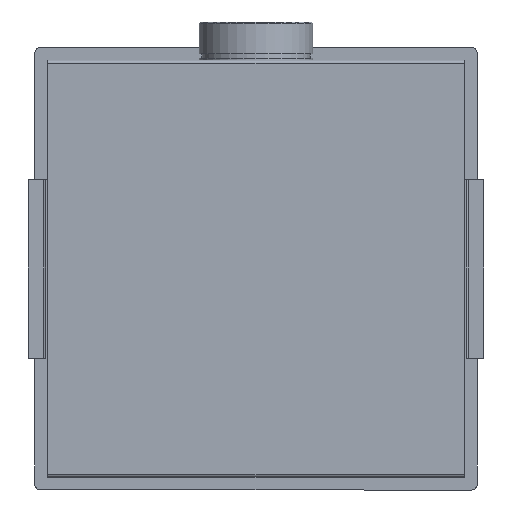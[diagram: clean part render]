
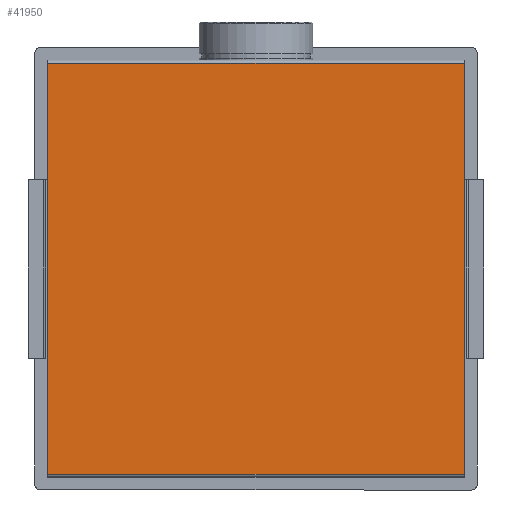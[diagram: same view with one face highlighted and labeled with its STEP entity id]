
A CAD part, front view. The second image highlights one B-rep face of the part: STEP entity #41950.
In plain terms, the highlighted planar face has unit normal (0, -1, 0).
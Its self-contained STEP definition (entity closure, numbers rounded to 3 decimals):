
#461 = VECTOR ( 'NONE', #3295, 1000. ) ;
#493 = CARTESIAN_POINT ( 'NONE',  ( -174.7, 0., 174.7 ) ) ;
#1788 = AXIS2_PLACEMENT_3D ( 'NONE', #9607, #5011, #19086 ) ;
#1910 = VERTEX_POINT ( 'NONE', #25942 ) ;
#2042 = CARTESIAN_POINT ( 'NONE',  ( -174.7, 0., 172.3 ) ) ;
#3295 = DIRECTION ( 'NONE',  ( 0., 0., -1. ) ) ;
#5011 = DIRECTION ( 'NONE',  ( 0., 1., 0. ) ) ;
#6472 = EDGE_CURVE ( 'NONE', #38382, #1910, #38432, .T. ) ;
#7096 = EDGE_CURVE ( 'NONE', #34551, #38382, #38374, .T. ) ;
#9387 = PLANE ( 'NONE',  #1788 ) ;
#9607 = CARTESIAN_POINT ( 'NONE',  ( 174.7, 0., 174.7 ) ) ;
#9702 = CARTESIAN_POINT ( 'NONE',  ( 174.7, 0., 172.3 ) ) ;
#9781 = DIRECTION ( 'NONE',  ( -1., 0., 0. ) ) ;
#10952 = EDGE_LOOP ( 'NONE', ( #22868, #21319, #30914, #36779 ) ) ;
#11072 = VECTOR ( 'NONE', #45580, 1000. ) ;
#11194 = LINE ( 'NONE', #25312, #43875 ) ;
#12145 = VECTOR ( 'NONE', #45636, 1000. ) ;
#17716 = CARTESIAN_POINT ( 'NONE',  ( 174.7, 0., -172.3 ) ) ;
#19086 = DIRECTION ( 'NONE',  ( 0., 0., 1. ) ) ;
#21319 = ORIENTED_EDGE ( 'NONE', *, *, #6472, .F. ) ;
#21944 = EDGE_CURVE ( 'NONE', #34551, #44943, #11194, .T. ) ;
#22868 = ORIENTED_EDGE ( 'NONE', *, *, #35656, .T. ) ;
#25312 = CARTESIAN_POINT ( 'NONE',  ( 174.7, 0., 172.3 ) ) ;
#25942 = CARTESIAN_POINT ( 'NONE',  ( -174.7, 0., -172.3 ) ) ;
#26985 = FACE_OUTER_BOUND ( 'NONE', #10952, .T. ) ;
#27820 = CARTESIAN_POINT ( 'NONE',  ( 174.7, 0., -172.3 ) ) ;
#30914 = ORIENTED_EDGE ( 'NONE', *, *, #7096, .F. ) ;
#34551 = VERTEX_POINT ( 'NONE', #9702 ) ;
#35656 = EDGE_CURVE ( 'NONE', #44943, #1910, #42840, .T. ) ;
#36779 = ORIENTED_EDGE ( 'NONE', *, *, #21944, .T. ) ;
#38374 = LINE ( 'NONE', #41642, #11072 ) ;
#38382 = VERTEX_POINT ( 'NONE', #17716 ) ;
#38432 = LINE ( 'NONE', #27820, #12145 ) ;
#41642 = CARTESIAN_POINT ( 'NONE',  ( 174.7, 0., 174.7 ) ) ;
#41950 = ADVANCED_FACE ( 'NONE', ( #26985 ), #9387, .F. ) ;
#42840 = LINE ( 'NONE', #493, #461 ) ;
#43875 = VECTOR ( 'NONE', #9781, 1000. ) ;
#44943 = VERTEX_POINT ( 'NONE', #2042 ) ;
#45580 = DIRECTION ( 'NONE',  ( 0., 0., -1. ) ) ;
#45636 = DIRECTION ( 'NONE',  ( -1., 0., 0. ) ) ;
